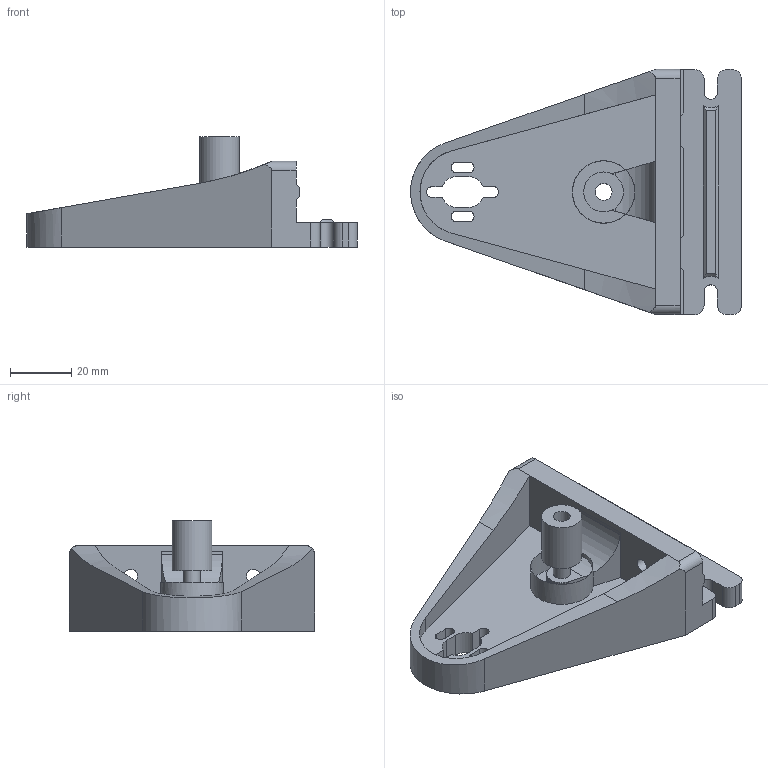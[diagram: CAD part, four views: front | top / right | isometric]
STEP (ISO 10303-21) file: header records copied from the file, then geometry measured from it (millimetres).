
FILE_DESCRIPTION(/* description */ (''),/* implementation_level */ '2;1');
FILE_NAME(/* name */ 'Lead Screw Holder v9.step',/* time_stamp */ '2020-10-20T11:40:34+02:00',/* author */ (''),/* organization */ (''),/* preprocessor_version */ 'ST-DEVELOPER v18.1',/* originating_system */ 'Autodesk Translation Framework v9.3.0.1241',/* authorisation */ '');
FILE_SCHEMA (('AUTOMOTIVE_DESIGN { 1 0 10303 214 3 1 1 }'));
Length unit declared in the file: millimetre
Products named in the file (1): Lead Screw Holder
Bounding box: 107.96 x 80 x 36 mm (x, y, z)
Volume: 77637.8 mm3; surface area: 25277.1 mm2
Topology: 2 solids, 2 shells, 141 faces, 395 edges, 261 vertices
Faces by surface type: plane 99, cylinder 35, cone 7
Full cylindrical faces by diameter (mm): 4.4 x2, 5.5 x2, 13 x1, 20.378 x1
Entity records: 4577 total; most frequent: CARTESIAN_POINT 854, ORIENTED_EDGE 790, DIRECTION 746, EDGE_CURVE 395, LINE 296, VECTOR 296, VERTEX_POINT 261, AXIS2_PLACEMENT_3D 225
